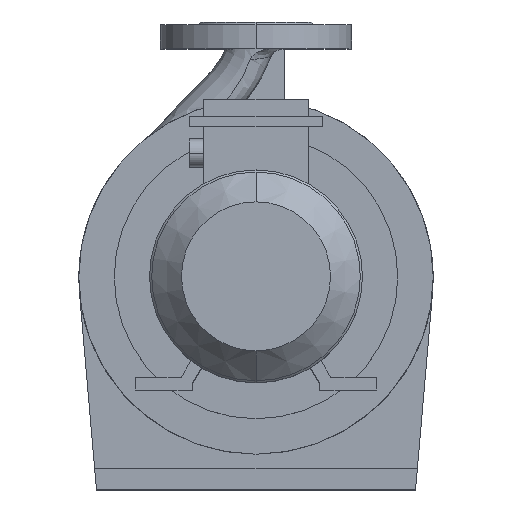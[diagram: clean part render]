
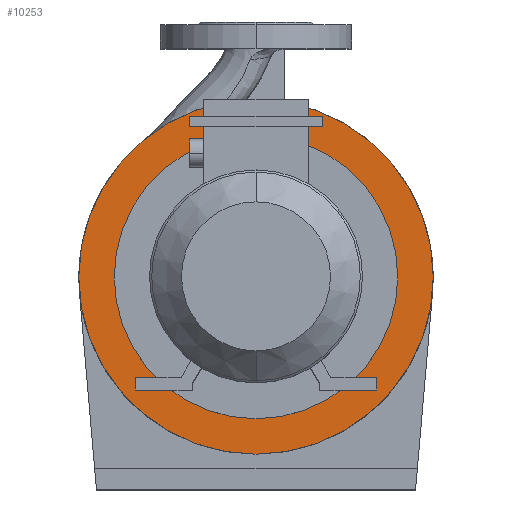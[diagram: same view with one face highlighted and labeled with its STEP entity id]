
A CAD part, top view. The second image highlights one B-rep face of the part: STEP entity #10253.
In plain terms, the highlighted planar face has unit normal (0, 0, 1).
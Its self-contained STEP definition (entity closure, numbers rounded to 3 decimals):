
#241 = CIRCLE ( 'NONE', #5845, 125. ) ;
#1047 = EDGE_CURVE ( 'NONE', #9887, #10004, #9666, .T. ) ;
#3247 = CARTESIAN_POINT ( 'NONE',  ( 0., 0., 149.6 ) ) ;
#3248 = DIRECTION ( 'NONE',  ( 0., 0., -1. ) ) ;
#3249 = DIRECTION ( 'NONE',  ( 0., 1., 0. ) ) ;
#4345 = ORIENTED_EDGE ( 'NONE', *, *, #1047, .F. ) ;
#4346 = ORIENTED_EDGE ( 'NONE', *, *, #6763, .F. ) ;
#5312 = AXIS2_PLACEMENT_3D ( 'NONE', #10859, #10860, #10861 ) ;
#5845 = AXIS2_PLACEMENT_3D ( 'NONE', #3247, #3248, #3249 ) ;
#6168 = CARTESIAN_POINT ( 'NONE',  ( 0., -125., 149.6 ) ) ;
#6256 = EDGE_LOOP ( 'NONE', ( #4346, #4345 ) ) ;
#6572 = FACE_OUTER_BOUND ( 'NONE', #6256, .T. ) ;
#6601 = DIRECTION ( 'NONE',  ( 0., 1., 0. ) ) ;
#6602 = DIRECTION ( 'NONE',  ( 0., 0., -1. ) ) ;
#6604 = CARTESIAN_POINT ( 'NONE',  ( 0., 0., 149.6 ) ) ;
#6763 = EDGE_CURVE ( 'NONE', #10004, #9887, #241, .T. ) ;
#9666 = CIRCLE ( 'NONE', #11560, 125. ) ;
#9887 = VERTEX_POINT ( 'NONE', #6168 ) ;
#10004 = VERTEX_POINT ( 'NONE', #10420 ) ;
#10253 = ADVANCED_FACE ( 'NONE', ( #6572 ), #10839, .T. ) ;
#10420 = CARTESIAN_POINT ( 'NONE',  ( 0., 125., 149.6 ) ) ;
#10839 = PLANE ( 'NONE',  #5312 ) ;
#10859 = CARTESIAN_POINT ( 'NONE',  ( 0., 125., 149.6 ) ) ;
#10860 = DIRECTION ( 'NONE',  ( 0., 0., 1. ) ) ;
#10861 = DIRECTION ( 'NONE',  ( 0., -1., 0. ) ) ;
#11560 = AXIS2_PLACEMENT_3D ( 'NONE', #6604, #6602, #6601 ) ;
